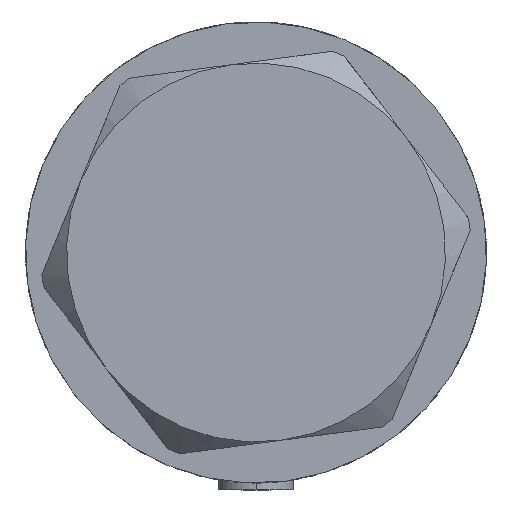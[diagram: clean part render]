
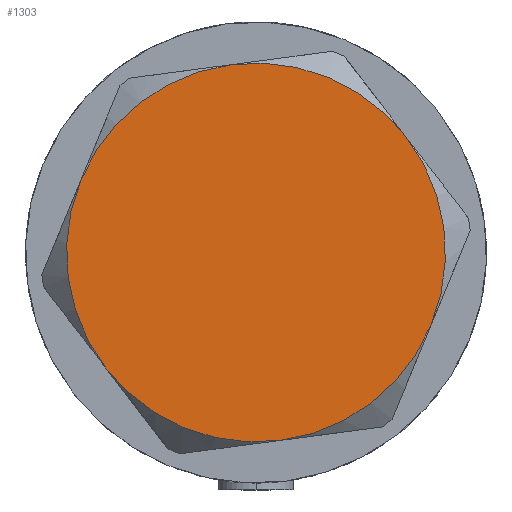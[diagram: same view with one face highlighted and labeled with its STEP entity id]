
A CAD part, left-side view. The second image highlights one B-rep face of the part: STEP entity #1303.
In plain terms, the highlighted face is planar.
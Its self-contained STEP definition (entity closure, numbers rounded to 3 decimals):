
#82 = DIRECTION ( 'NONE',  ( 0., 0., 1. ) ) ;
#162 = EDGE_CURVE ( 'NONE', #205, #3560, #3658, .T. ) ;
#170 = DIRECTION ( 'NONE',  ( 1., 0., 0. ) ) ;
#205 = VERTEX_POINT ( 'NONE', #2113 ) ;
#366 = CIRCLE ( 'NONE', #2140, 30. ) ;
#517 = AXIS2_PLACEMENT_3D ( 'NONE', #3219, #2032, #1252 ) ;
#618 = DIRECTION ( 'NONE',  ( 0., 0., 1. ) ) ;
#699 = EDGE_CURVE ( 'NONE', #3560, #3161, #2028, .T. ) ;
#923 = DIRECTION ( 'NONE',  ( 0., 0., 1. ) ) ;
#977 = DIRECTION ( 'NONE',  ( 0., 0., 1. ) ) ;
#1111 = AXIS2_PLACEMENT_3D ( 'NONE', #3546, #977, #2496 ) ;
#1156 = VERTEX_POINT ( 'NONE', #4701 ) ;
#1173 = ORIENTED_EDGE ( 'NONE', *, *, #162, .T. ) ;
#1180 = ORIENTED_EDGE ( 'NONE', *, *, #4054, .T. ) ;
#1190 = ORIENTED_EDGE ( 'NONE', *, *, #699, .T. ) ;
#1252 = DIRECTION ( 'NONE',  ( 1., 0., 0. ) ) ;
#1303 = ADVANCED_FACE ( 'NONE', ( #2799 ), #1375, .T. ) ;
#1375 = PLANE ( 'NONE',  #1111 ) ;
#1516 = CIRCLE ( 'NONE', #517, 30. ) ;
#1541 = CARTESIAN_POINT ( 'NONE',  ( 0., 0., 14.5 ) ) ;
#1593 = DIRECTION ( 'NONE',  ( 1., 0., 0. ) ) ;
#1720 = VERTEX_POINT ( 'NONE', #4471 ) ;
#1774 = CARTESIAN_POINT ( 'NONE',  ( 0., 0., 14.5 ) ) ;
#2002 = CARTESIAN_POINT ( 'NONE',  ( 0., 0., 14.5 ) ) ;
#2025 = DIRECTION ( 'NONE',  ( 1., 0., 0. ) ) ;
#2028 = CIRCLE ( 'NONE', #4740, 30. ) ;
#2032 = DIRECTION ( 'NONE',  ( 0., 0., 1. ) ) ;
#2113 = CARTESIAN_POINT ( 'NONE',  ( 15., 25.981, 14.5 ) ) ;
#2140 = AXIS2_PLACEMENT_3D ( 'NONE', #4238, #923, #2025 ) ;
#2268 = AXIS2_PLACEMENT_3D ( 'NONE', #1774, #618, #2483 ) ;
#2400 = ORIENTED_EDGE ( 'NONE', *, *, #4750, .T. ) ;
#2483 = DIRECTION ( 'NONE',  ( 1., 0., 0. ) ) ;
#2496 = DIRECTION ( 'NONE',  ( 1., 0., 0. ) ) ;
#2515 = DIRECTION ( 'NONE',  ( 0., 0., 1. ) ) ;
#2626 = ORIENTED_EDGE ( 'NONE', *, *, #2944, .T. ) ;
#2799 = FACE_OUTER_BOUND ( 'NONE', #3182, .T. ) ;
#2924 = ORIENTED_EDGE ( 'NONE', *, *, #3152, .T. ) ;
#2944 = EDGE_CURVE ( 'NONE', #1720, #1156, #3370, .T. ) ;
#3152 = EDGE_CURVE ( 'NONE', #3780, #205, #3990, .T. ) ;
#3161 = VERTEX_POINT ( 'NONE', #3280 ) ;
#3182 = EDGE_LOOP ( 'NONE', ( #1180, #2924, #1173, #1190, #2400, #2626 ) ) ;
#3219 = CARTESIAN_POINT ( 'NONE',  ( 0., 0., 14.5 ) ) ;
#3280 = CARTESIAN_POINT ( 'NONE',  ( -30., 0., 14.5 ) ) ;
#3370 = CIRCLE ( 'NONE', #3448, 30. ) ;
#3448 = AXIS2_PLACEMENT_3D ( 'NONE', #1541, #82, #1593 ) ;
#3488 = DIRECTION ( 'NONE',  ( 0., 0., 1. ) ) ;
#3546 = CARTESIAN_POINT ( 'NONE',  ( 0., 0., 14.5 ) ) ;
#3560 = VERTEX_POINT ( 'NONE', #3941 ) ;
#3658 = CIRCLE ( 'NONE', #2268, 30. ) ;
#3780 = VERTEX_POINT ( 'NONE', #4345 ) ;
#3941 = CARTESIAN_POINT ( 'NONE',  ( -15., 25.981, 14.5 ) ) ;
#3990 = CIRCLE ( 'NONE', #4452, 30. ) ;
#3998 = DIRECTION ( 'NONE',  ( 1., 0., 0. ) ) ;
#4054 = EDGE_CURVE ( 'NONE', #1156, #3780, #366, .T. ) ;
#4238 = CARTESIAN_POINT ( 'NONE',  ( 0., 0., 14.5 ) ) ;
#4345 = CARTESIAN_POINT ( 'NONE',  ( 30., 0., 14.5 ) ) ;
#4452 = AXIS2_PLACEMENT_3D ( 'NONE', #4703, #2515, #3998 ) ;
#4471 = CARTESIAN_POINT ( 'NONE',  ( -15., -25.981, 14.5 ) ) ;
#4701 = CARTESIAN_POINT ( 'NONE',  ( 15., -25.981, 14.5 ) ) ;
#4703 = CARTESIAN_POINT ( 'NONE',  ( 0., 0., 14.5 ) ) ;
#4740 = AXIS2_PLACEMENT_3D ( 'NONE', #2002, #3488, #170 ) ;
#4750 = EDGE_CURVE ( 'NONE', #3161, #1720, #1516, .T. ) ;
